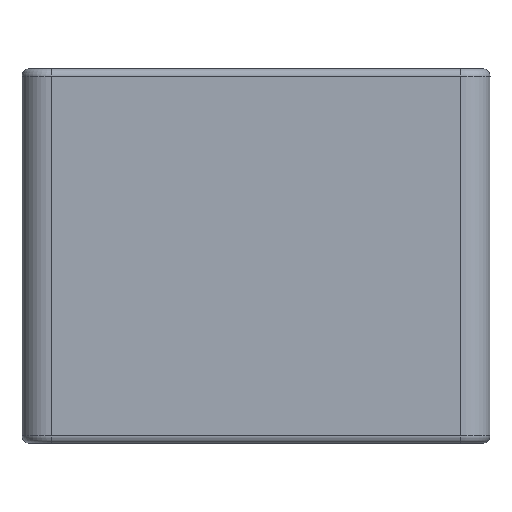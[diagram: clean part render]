
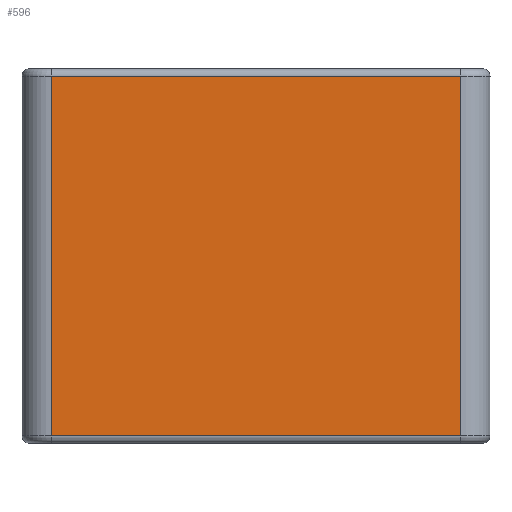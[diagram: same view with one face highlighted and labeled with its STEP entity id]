
A CAD part, front view. The second image highlights one B-rep face of the part: STEP entity #596.
In plain terms, the highlighted planar face has unit normal (0, -1, 0).
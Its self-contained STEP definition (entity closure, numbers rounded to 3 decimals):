
#47=LINE('',#1033,#75);
#57=LINE('',#1074,#85);
#59=LINE('',#1096,#87);
#62=LINE('',#1102,#90);
#75=VECTOR('',#827,10.);
#85=VECTOR('',#879,10.);
#87=VECTOR('',#917,10.);
#90=VECTOR('',#926,10.);
#96=PLANE('',#706);
#134=FACE_OUTER_BOUND('',#176,.T.);
#176=EDGE_LOOP('',(#539,#540,#541,#542));
#271=VERTEX_POINT('',#1027);
#272=VERTEX_POINT('',#1031);
#281=VERTEX_POINT('',#1068);
#282=VERTEX_POINT('',#1072);
#335=EDGE_CURVE('',#271,#272,#47,.T.);
#356=EDGE_CURVE('',#282,#281,#57,.T.);
#367=EDGE_CURVE('',#281,#271,#59,.T.);
#370=EDGE_CURVE('',#272,#282,#62,.T.);
#539=ORIENTED_EDGE('',*,*,#335,.F.);
#540=ORIENTED_EDGE('',*,*,#367,.F.);
#541=ORIENTED_EDGE('',*,*,#356,.F.);
#542=ORIENTED_EDGE('',*,*,#370,.F.);
#596=ADVANCED_FACE('',(#134),#96,.T.);
#706=AXIS2_PLACEMENT_3D('',#1103,#927,#928);
#827=DIRECTION('',(-1.,0.,0.));
#879=DIRECTION('',(1.,0.,0.));
#917=DIRECTION('',(0.,0.,-1.));
#926=DIRECTION('',(0.,0.,1.));
#927=DIRECTION('center_axis',(0.,-1.,0.));
#928=DIRECTION('ref_axis',(1.,0.,0.));
#1027=CARTESIAN_POINT('',(-204.843,-29.508,-22.116));
#1031=CARTESIAN_POINT('',(-232.593,-29.508,-22.116));
#1033=CARTESIAN_POINT('',(-226.655,-29.508,-22.116));
#1068=CARTESIAN_POINT('',(-204.843,-29.508,2.284));
#1072=CARTESIAN_POINT('',(-232.593,-29.508,2.284));
#1074=CARTESIAN_POINT('',(-226.655,-29.508,2.284));
#1096=CARTESIAN_POINT('',(-204.843,-29.508,-22.616));
#1102=CARTESIAN_POINT('',(-232.593,-29.508,-22.616));
#1103=CARTESIAN_POINT('Origin',(-234.593,-29.508,-22.616));
